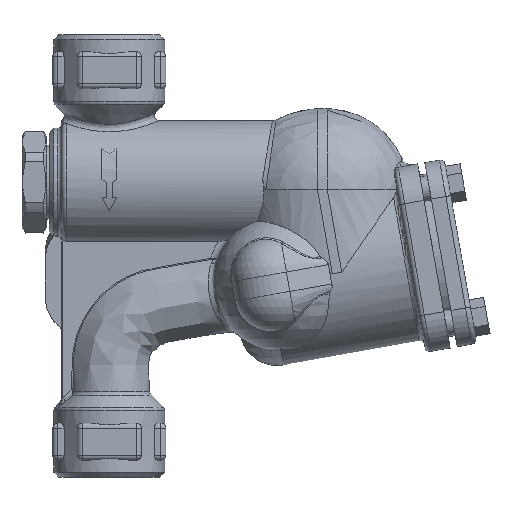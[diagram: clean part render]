
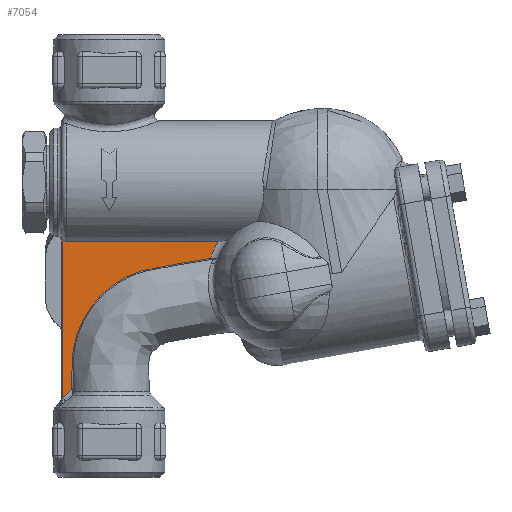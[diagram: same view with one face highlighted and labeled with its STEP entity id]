
A CAD part, left-side view. The second image highlights one B-rep face of the part: STEP entity #7054.
In plain terms, the highlighted planar face has unit normal (-1, 0, 0).
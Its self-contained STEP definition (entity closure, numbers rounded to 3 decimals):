
#372=PLANE('',#7800);
#521=B_SPLINE_CURVE_WITH_KNOTS('',3,(#13168,#13169,#13170,#13171),
 .UNSPECIFIED.,.F.,.F.,(4,4),(4.8,5.306),
 .UNSPECIFIED.);
#531=B_SPLINE_CURVE_WITH_KNOTS('',3,(#13423,#13424,#13425,#13426,#13427,
#13428,#13429,#13430,#13431,#13432,#13433,#13434,#13435,#13436,#13437,#13438,
#13439),.UNSPECIFIED.,.F.,.F.,(4,2,2,2,1,2,2,2,4),(-9.07,-8.239,
-6.738,-4.886,-3.96,-3.035,
-1.172,-0.58,-0.162),.UNSPECIFIED.);
#532=B_SPLINE_CURVE_WITH_KNOTS('',3,(#13445,#13446,#13447,#13448,#13449,
#13450,#13451,#13452,#13453,#13454),.UNSPECIFIED.,.F.,.F.,(4,2,2,2,4),(0.,
0.073,0.148,0.224,0.274),
 .UNSPECIFIED.);
#533=B_SPLINE_CURVE_WITH_KNOTS('',3,(#13455,#13456,#13457,#13458),
 .UNSPECIFIED.,.F.,.F.,(4,4),(0.661,0.683),
 .UNSPECIFIED.);
#979=LINE('',#13400,#1404);
#983=LINE('',#13410,#1408);
#984=LINE('',#13443,#1409);
#985=LINE('',#13459,#1410);
#1404=VECTOR('',#9607,1.567);
#1408=VECTOR('',#9615,63.695);
#1409=VECTOR('',#9620,61.967);
#1410=VECTOR('',#9621,0.5);
#1932=FACE_OUTER_BOUND('',#2420,.T.);
#2420=EDGE_LOOP('',(#6157,#6158,#6159,#6160,#6161,#6162,#6163,#6164,#6165));
#2812=CIRCLE('',#7801,31.);
#3421=VERTEX_POINT('',#13098);
#3424=VERTEX_POINT('',#13167);
#3432=VERTEX_POINT('',#13397);
#3433=VERTEX_POINT('',#13399);
#3437=VERTEX_POINT('',#13409);
#3438=VERTEX_POINT('',#13422);
#3439=VERTEX_POINT('',#13440);
#3440=VERTEX_POINT('',#13442);
#3441=VERTEX_POINT('',#13444);
#4363=EDGE_CURVE('',#3421,#3424,#521,.T.);
#4379=EDGE_CURVE('',#3433,#3432,#979,.T.);
#4384=EDGE_CURVE('',#3424,#3437,#983,.T.);
#4386=EDGE_CURVE('',#3438,#3421,#531,.T.);
#4387=EDGE_CURVE('',#3439,#3438,#2812,.T.);
#4388=EDGE_CURVE('',#3440,#3439,#984,.T.);
#4389=EDGE_CURVE('',#3441,#3440,#532,.F.);
#4390=EDGE_CURVE('',#3441,#3433,#533,.T.);
#4391=EDGE_CURVE('',#3432,#3437,#985,.T.);
#6157=ORIENTED_EDGE('',*,*,#4363,.F.);
#6158=ORIENTED_EDGE('',*,*,#4386,.F.);
#6159=ORIENTED_EDGE('',*,*,#4387,.F.);
#6160=ORIENTED_EDGE('',*,*,#4388,.F.);
#6161=ORIENTED_EDGE('',*,*,#4389,.F.);
#6162=ORIENTED_EDGE('',*,*,#4390,.T.);
#6163=ORIENTED_EDGE('',*,*,#4379,.T.);
#6164=ORIENTED_EDGE('',*,*,#4391,.T.);
#6165=ORIENTED_EDGE('',*,*,#4384,.F.);
#7054=ADVANCED_FACE('',(#1932),#372,.T.);
#7800=AXIS2_PLACEMENT_3D('',#13421,#9616,#9617);
#7801=AXIS2_PLACEMENT_3D('',#13441,#9618,#9619);
#9607=DIRECTION('',(0.,0.,-1.));
#9615=DIRECTION('',(0.,0.,1.));
#9616=DIRECTION('center_axis',(-1.,0.,0.));
#9617=DIRECTION('ref_axis',(0.,0.,1.));
#9618=DIRECTION('center_axis',(-1.,0.,0.));
#9619=DIRECTION('ref_axis',(0.,0.871,0.492));
#9620=DIRECTION('',(0.,-1.,0.));
#9621=DIRECTION('',(0.,-1.,0.));
#13098=CARTESIAN_POINT('',(-7.,15.213,-84.347));
#13167=CARTESIAN_POINT('',(-7.,19.,-87.695));
#13168=CARTESIAN_POINT('Ctrl Pts',(-7.,15.213,-84.347));
#13169=CARTESIAN_POINT('Ctrl Pts',(-7.,16.484,-85.441));
#13170=CARTESIAN_POINT('Ctrl Pts',(-7.,17.749,-86.564));
#13171=CARTESIAN_POINT('Ctrl Pts',(-7.,19.,-87.695));
#13397=CARTESIAN_POINT('',(-7.,19.5,-24.));
#13399=CARTESIAN_POINT('',(-7.,19.5,-22.433));
#13400=CARTESIAN_POINT('',(-7.,19.5,4.93));
#13409=CARTESIAN_POINT('',(-7.,19.,-24.));
#13410=CARTESIAN_POINT('',(-7.,19.,4.93));
#13421=CARTESIAN_POINT('Origin',(-7.,-55.922,9.861));
#13422=CARTESIAN_POINT('',(-7.,-41.062,-30.984));
#13423=CARTESIAN_POINT('Ctrl Pts',(-7.,-41.062,-30.984));
#13424=CARTESIAN_POINT('Ctrl Pts',(-7.,-38.332,-31.45));
#13425=CARTESIAN_POINT('Ctrl Pts',(-7.,-35.602,-31.914));
#13426=CARTESIAN_POINT('Ctrl Pts',(-7.,-27.935,-33.226));
#13427=CARTESIAN_POINT('Ctrl Pts',(-7.,-23.023,-34.064));
#13428=CARTESIAN_POINT('Ctrl Pts',(-7.,-11.94,-35.957));
#13429=CARTESIAN_POINT('Ctrl Pts',(-7.,-6.124,-38.44));
#13430=CARTESIAN_POINT('Ctrl Pts',(-7.,1.41,-44.007));
#13431=CARTESIAN_POINT('Ctrl Pts',(-7.,5.942,-48.251));
#13432=CARTESIAN_POINT('Ctrl Pts',(-7.,9.418,-53.484));
#13433=CARTESIAN_POINT('Ctrl Pts',(-7.,13.652,-61.837));
#13434=CARTESIAN_POINT('Ctrl Pts',(-7.,15.125,-68.028));
#13435=CARTESIAN_POINT('Ctrl Pts',(-7.,15.161,-76.224));
#13436=CARTESIAN_POINT('Ctrl Pts',(-7.,15.176,-78.194));
#13437=CARTESIAN_POINT('Ctrl Pts',(-7.,15.197,-81.56));
#13438=CARTESIAN_POINT('Ctrl Pts',(-7.,15.205,-82.953));
#13439=CARTESIAN_POINT('Ctrl Pts',(-7.,15.213,-84.347));
#13440=CARTESIAN_POINT('',(-7.,-44.431,-24.));
#13441=CARTESIAN_POINT('Origin',(-7.,-70.45,-40.853));
#13442=CARTESIAN_POINT('',(-7.,17.536,-24.));
#13443=CARTESIAN_POINT('',(-7.,19.5,-24.));
#13444=CARTESIAN_POINT('',(-7.,19.515,-22.209));
#13445=CARTESIAN_POINT('Ctrl Pts',(-7.,17.536,-24.));
#13446=CARTESIAN_POINT('Ctrl Pts',(-7.,17.779,-24.));
#13447=CARTESIAN_POINT('Ctrl Pts',(-7.,18.066,-23.941));
#13448=CARTESIAN_POINT('Ctrl Pts',(-7.,18.519,-23.749));
#13449=CARTESIAN_POINT('Ctrl Pts',(-7.,18.764,-23.58));
#13450=CARTESIAN_POINT('Ctrl Pts',(-7.,19.116,-23.219));
#13451=CARTESIAN_POINT('Ctrl Pts',(-7.,19.283,-22.961));
#13452=CARTESIAN_POINT('Ctrl Pts',(-7.,19.441,-22.569));
#13453=CARTESIAN_POINT('Ctrl Pts',(-7.,19.491,-22.388));
#13454=CARTESIAN_POINT('Ctrl Pts',(-7.,19.515,-22.209));
#13455=CARTESIAN_POINT('Ctrl Pts',(-7.,19.515,-22.209));
#13456=CARTESIAN_POINT('Ctrl Pts',(-7.,19.505,-22.285));
#13457=CARTESIAN_POINT('Ctrl Pts',(-7.,19.5,-22.362));
#13458=CARTESIAN_POINT('Ctrl Pts',(-7.,19.5,-22.433));
#13459=CARTESIAN_POINT('',(-7.,19.5,-24.));
